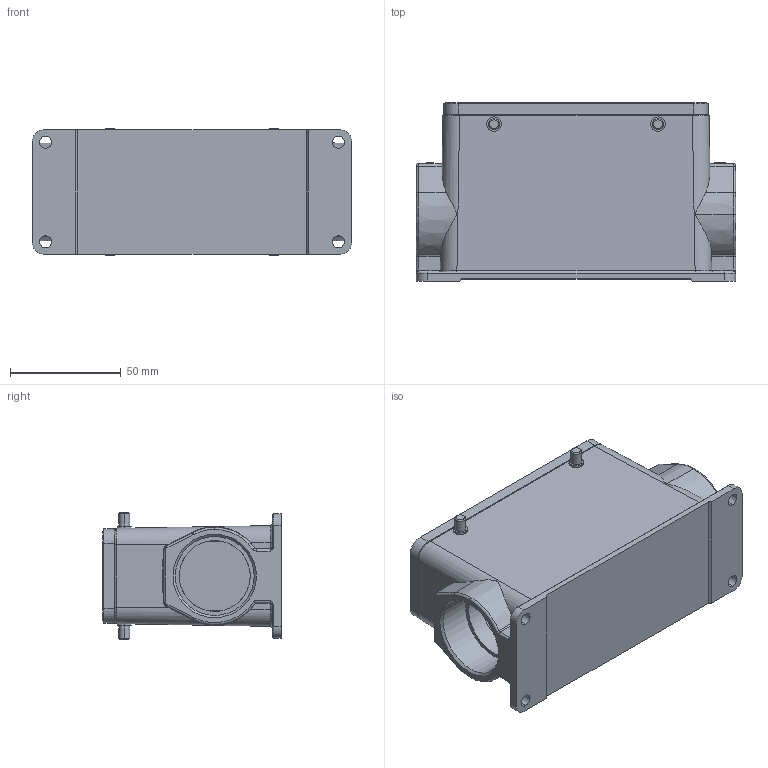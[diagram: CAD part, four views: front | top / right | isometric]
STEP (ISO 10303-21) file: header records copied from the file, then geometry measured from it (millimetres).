
FILE_DESCRIPTION(/* description */ (''),/* implementation_level */ '2;1');
FILE_NAME(/* name */ '3D_1240242305012_HV24B-SFH-4B-PG29_V1.1.STP',/* time_stamp */ '2024-01-11T12:01:21+08:00',/* author */ (''),/* organization */ (''),/* preprocessor_version */ 'ST-DEVELOPER v18.1',/* originating_system */ 'SIEMENS PLM Software NX 1980',/* authorisation */ '');
FILE_SCHEMA (('AUTOMOTIVE_DESIGN { 1 0 10303 214 3 1 1 1 }'));
Length unit declared in the file: millimetre
Products named in the file (1): 145933408BBA2oe9
Bounding box: 144 x 80.48 x 57.62 mm (x, y, z)
Volume: 178235.3 mm3; surface area: 69881.8 mm2
Topology: 7 solids, 7 shells, 389 faces, 942 edges, 590 vertices
Faces by surface type: cylinder 154, plane 150, torus 36, cone 24, bspline 23, sphere 1, extrusion 1
Full cylindrical faces by diameter (mm): 32 x1, 35.6 x1
Entity records: 13338 total; most frequent: CARTESIAN_POINT 4712, ORIENTED_EDGE 1876, DIRECTION 1624, EDGE_CURVE 938, AXIS2_PLACEMENT_3D 609, VERTEX_POINT 589, EDGE_LOOP 427, VECTOR 406
